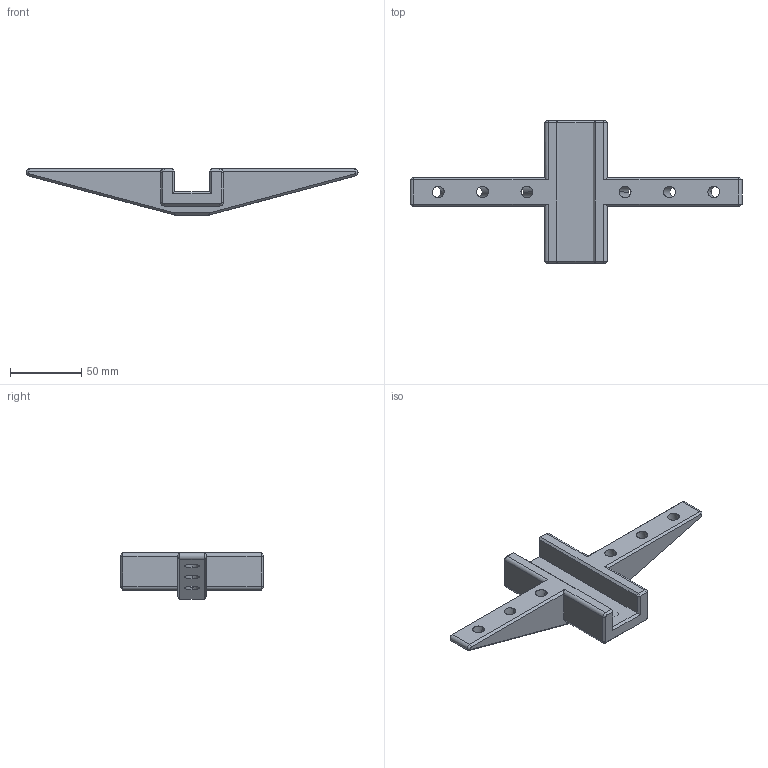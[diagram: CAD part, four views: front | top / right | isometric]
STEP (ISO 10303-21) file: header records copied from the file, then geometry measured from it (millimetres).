
FILE_DESCRIPTION (( 'STEP AP214' ), '1' );
FILE_NAME ('flood light mount.STEP', '2023-10-29T19:29:24', ( '' ), ( '' ), 'SwSTEP 2.0', 'SolidWorks 2022', '' );
FILE_SCHEMA (( 'AUTOMOTIVE_DESIGN' ));
Length unit declared in the file: millimetre
Products named in the file (1): flood light mount
Bounding box: 232.5 x 100 x 32.35 mm (x, y, z)
Volume: 136842.2 mm3; surface area: 33206.6 mm2
Topology: 1 solids, 1 shells, 114 faces, 264 edges, 156 vertices
Faces by surface type: plane 54, cylinder 32, cone 28
Entity records: 3226 total; most frequent: CARTESIAN_POINT 583, DIRECTION 558, ORIENTED_EDGE 528, EDGE_CURVE 264, AXIS2_PLACEMENT_3D 195, VECTOR 168, LINE 168, VERTEX_POINT 156
